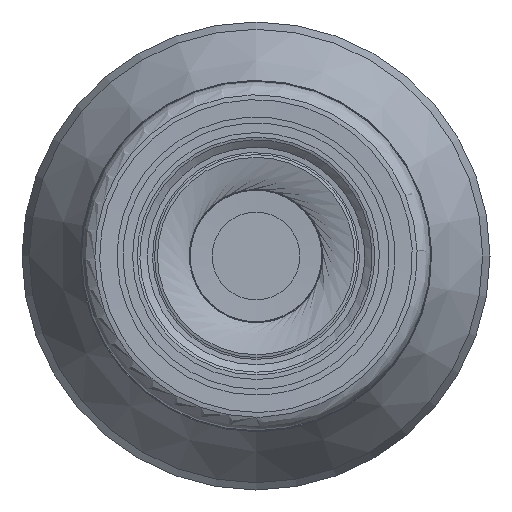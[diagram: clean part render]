
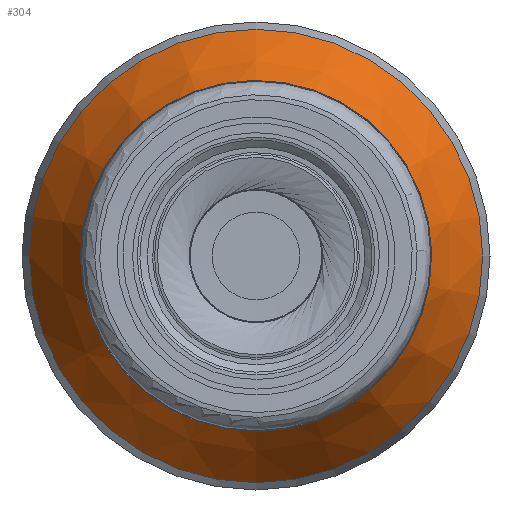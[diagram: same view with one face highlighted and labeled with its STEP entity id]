
A CAD part, left-side view. The second image highlights one B-rep face of the part: STEP entity #304.
In plain terms, the highlighted conical face has half-angle 30 degrees and reference radius 7.75 mm.
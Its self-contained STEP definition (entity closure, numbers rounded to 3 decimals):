
#304=ADVANCED_FACE('',(#375,#376),#357,.T.);
#357=CONICAL_SURFACE('',#910,7.75,30.);
#375=FACE_BOUND('',#493,.T.);
#376=FACE_BOUND('',#494,.T.);
#493=EDGE_LOOP('',(#611));
#494=EDGE_LOOP('',(#612));
#611=ORIENTED_EDGE('',*,*,#779,.F.);
#612=ORIENTED_EDGE('',*,*,#780,.T.);
#720=VERTEX_POINT('',#1190);
#721=VERTEX_POINT('',#1193);
#779=EDGE_CURVE('',#720,#720,#838,.T.);
#780=EDGE_CURVE('',#721,#721,#839,.T.);
#838=CIRCLE('',#907,5.634);
#839=CIRCLE('',#909,7.75);
#907=AXIS2_PLACEMENT_3D('',#1189,#999,#1000);
#909=AXIS2_PLACEMENT_3D('',#1192,#1003,#1004);
#910=AXIS2_PLACEMENT_3D('',#1194,#1005,#1006);
#999=DIRECTION('',(-1.,0.,0.));
#1000=DIRECTION('',(0.,0.,1.));
#1003=DIRECTION('',(-1.,0.,0.));
#1004=DIRECTION('',(0.,0.,1.));
#1005=DIRECTION('',(1.,0.,0.));
#1006=DIRECTION('',(0.,0.,-1.));
#1189=CARTESIAN_POINT('',(30.232,0.,0.));
#1190=CARTESIAN_POINT('',(30.232,0.,5.634));
#1192=CARTESIAN_POINT('',(33.897,0.,0.));
#1193=CARTESIAN_POINT('',(33.897,0.,7.75));
#1194=CARTESIAN_POINT('',(33.897,0.,0.));
